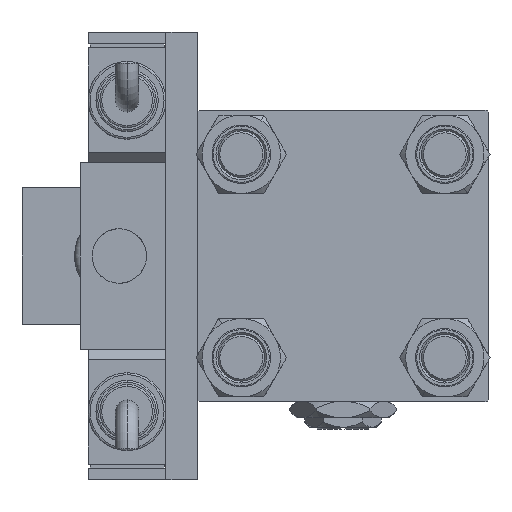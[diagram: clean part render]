
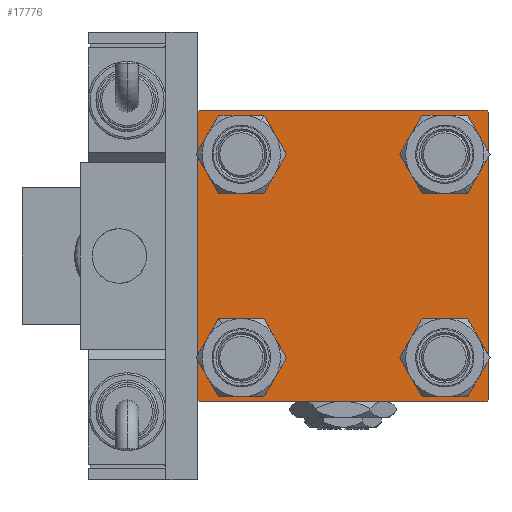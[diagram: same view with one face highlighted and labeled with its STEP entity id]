
A CAD part, left-side view. The second image highlights one B-rep face of the part: STEP entity #17776.
In plain terms, the highlighted planar face has unit normal (-1, 0, 0).
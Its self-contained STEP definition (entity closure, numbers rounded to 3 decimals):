
#9 = LINE ( 'NONE', #35739, #8005 ) ;
#626 = ORIENTED_EDGE ( 'NONE', *, *, #15872, .T. ) ;
#956 = CARTESIAN_POINT ( 'NONE',  ( 0., 26.15, 26.15 ) ) ;
#1122 = AXIS2_PLACEMENT_3D ( 'NONE', #27646, #5954, #41394 ) ;
#1830 = DIRECTION ( 'NONE',  ( 0., 0., 1. ) ) ;
#2582 = VERTEX_POINT ( 'NONE', #12640 ) ;
#2948 = VECTOR ( 'NONE', #37272, 1000. ) ;
#3116 = AXIS2_PLACEMENT_3D ( 'NONE', #41164, #31505, #22705 ) ;
#3968 = VERTEX_POINT ( 'NONE', #8696 ) ;
#4176 = DIRECTION ( 'NONE',  ( 0., -0.707, -0.707 ) ) ;
#4394 = DIRECTION ( 'NONE',  ( 0., -1., 0. ) ) ;
#4826 = VECTOR ( 'NONE', #39146, 1000. ) ;
#4866 = VERTEX_POINT ( 'NONE', #46064 ) ;
#5151 = AXIS2_PLACEMENT_3D ( 'NONE', #6289, #36761, #37637 ) ;
#5356 = CARTESIAN_POINT ( 'NONE',  ( 0., -26.15, -19.65 ) ) ;
#5533 = DIRECTION ( 'NONE',  ( 0., 0., 1. ) ) ;
#5931 = LINE ( 'NONE', #36691, #2948 ) ;
#5954 = DIRECTION ( 'NONE',  ( 1., 0., 0. ) ) ;
#6129 = EDGE_LOOP ( 'NONE', ( #53428, #35661, #56133, #35454, #37370, #34697, #31005, #52738 ) ) ;
#6289 = CARTESIAN_POINT ( 'NONE',  ( 0., -26.15, -26.15 ) ) ;
#6346 = CARTESIAN_POINT ( 'NONE',  ( 0., -37.5, 37. ) ) ;
#6497 = DIRECTION ( 'NONE',  ( 1., 0., 0. ) ) ;
#7355 = DIRECTION ( 'NONE',  ( 0., 0., 1. ) ) ;
#7642 = CARTESIAN_POINT ( 'NONE',  ( 0., 26.15, 26.15 ) ) ;
#8005 = VECTOR ( 'NONE', #4394, 1000. ) ;
#8198 = EDGE_LOOP ( 'NONE', ( #46898, #48457 ) ) ;
#8696 = CARTESIAN_POINT ( 'NONE',  ( 0., -26.15, -32.65 ) ) ;
#9291 = EDGE_CURVE ( 'NONE', #3968, #39168, #42109, .T. ) ;
#9487 = CARTESIAN_POINT ( 'NONE',  ( 0., 37.5, 37.5 ) ) ;
#9608 = CIRCLE ( 'NONE', #25522, 6.5 ) ;
#9780 = VERTEX_POINT ( 'NONE', #6346 ) ;
#10133 = VERTEX_POINT ( 'NONE', #46429 ) ;
#10730 = DIRECTION ( 'NONE',  ( -1., 0., 0. ) ) ;
#11093 = ORIENTED_EDGE ( 'NONE', *, *, #47983, .T. ) ;
#11236 = DIRECTION ( 'NONE',  ( 1., 0., 0. ) ) ;
#11370 = CARTESIAN_POINT ( 'NONE',  ( 0., 26.15, -26.15 ) ) ;
#11450 = ORIENTED_EDGE ( 'NONE', *, *, #9291, .T. ) ;
#12640 = CARTESIAN_POINT ( 'NONE',  ( 0., 26.15, 19.65 ) ) ;
#12981 = EDGE_CURVE ( 'NONE', #9780, #21927, #36231, .T. ) ;
#13495 = ORIENTED_EDGE ( 'NONE', *, *, #43571, .T. ) ;
#13709 = EDGE_CURVE ( 'NONE', #19851, #16024, #26142, .T. ) ;
#13890 = LINE ( 'NONE', #9487, #18925 ) ;
#14707 = EDGE_CURVE ( 'NONE', #2582, #56210, #9608, .T. ) ;
#15120 = FACE_OUTER_BOUND ( 'NONE', #6129, .T. ) ;
#15696 = FACE_BOUND ( 'NONE', #55552, .T. ) ;
#15872 = EDGE_CURVE ( 'NONE', #39521, #38226, #51651, .T. ) ;
#16024 = VERTEX_POINT ( 'NONE', #57784 ) ;
#16421 = DIRECTION ( 'NONE',  ( 1., 0., 0. ) ) ;
#16680 = CARTESIAN_POINT ( 'NONE',  ( 0., 26.15, -26.15 ) ) ;
#16782 = EDGE_CURVE ( 'NONE', #19989, #19851, #13890, .T. ) ;
#17040 = VECTOR ( 'NONE', #4176, 1000. ) ;
#17105 = VERTEX_POINT ( 'NONE', #40188 ) ;
#17776 = ADVANCED_FACE ( 'NONE', ( #15696, #42373, #55870, #55298, #15120 ), #32996, .T. ) ;
#18925 = VECTOR ( 'NONE', #39393, 1000. ) ;
#19851 = VERTEX_POINT ( 'NONE', #34583 ) ;
#19989 = VERTEX_POINT ( 'NONE', #28411 ) ;
#20566 = CARTESIAN_POINT ( 'NONE',  ( 0., -37., 37.5 ) ) ;
#21256 = LINE ( 'NONE', #21836, #4826 ) ;
#21836 = CARTESIAN_POINT ( 'NONE',  ( 0., 37.5, 37.5 ) ) ;
#21862 = LINE ( 'NONE', #35343, #32459 ) ;
#21927 = VERTEX_POINT ( 'NONE', #20566 ) ;
#22705 = DIRECTION ( 'NONE',  ( 0., 0., 1. ) ) ;
#22912 = CIRCLE ( 'NONE', #5151, 6.5 ) ;
#23292 = EDGE_CURVE ( 'NONE', #10133, #29587, #44473, .T. ) ;
#25318 = AXIS2_PLACEMENT_3D ( 'NONE', #37898, #11236, #47001 ) ;
#25522 = AXIS2_PLACEMENT_3D ( 'NONE', #956, #6497, #1830 ) ;
#26142 = LINE ( 'NONE', #26428, #17040 ) ;
#26258 = DIRECTION ( 'NONE',  ( 0., 0.707, -0.707 ) ) ;
#26428 = CARTESIAN_POINT ( 'NONE',  ( 0., 37.25, -37.25 ) ) ;
#26476 = CIRCLE ( 'NONE', #3116, 6.5 ) ;
#27368 = CARTESIAN_POINT ( 'NONE',  ( 0., 26.15, -32.65 ) ) ;
#27513 = VERTEX_POINT ( 'NONE', #40907 ) ;
#27646 = CARTESIAN_POINT ( 'NONE',  ( 0., -26.15, 26.15 ) ) ;
#28411 = CARTESIAN_POINT ( 'NONE',  ( 0., 37.5, 37. ) ) ;
#28600 = AXIS2_PLACEMENT_3D ( 'NONE', #16680, #57142, #30170 ) ;
#29194 = VECTOR ( 'NONE', #53541, 1000. ) ;
#29254 = DIRECTION ( 'NONE',  ( 1., 0., 0. ) ) ;
#29587 = VERTEX_POINT ( 'NONE', #27368 ) ;
#30170 = DIRECTION ( 'NONE',  ( 0., 0., 1. ) ) ;
#31005 = ORIENTED_EDGE ( 'NONE', *, *, #36760, .F. ) ;
#31505 = DIRECTION ( 'NONE',  ( 1., 0., 0. ) ) ;
#32459 = VECTOR ( 'NONE', #26258, 1000. ) ;
#32996 = PLANE ( 'NONE',  #48967 ) ;
#33575 = DIRECTION ( 'NONE',  ( 0., 0., 1. ) ) ;
#33772 = VECTOR ( 'NONE', #52125, 1000. ) ;
#34181 = AXIS2_PLACEMENT_3D ( 'NONE', #7642, #16421, #7355 ) ;
#34583 = CARTESIAN_POINT ( 'NONE',  ( 0., 37.5, -37. ) ) ;
#34697 = ORIENTED_EDGE ( 'NONE', *, *, #12981, .T. ) ;
#35091 = LINE ( 'NONE', #48305, #33772 ) ;
#35343 = CARTESIAN_POINT ( 'NONE',  ( 0., 37.25, 37.25 ) ) ;
#35454 = ORIENTED_EDGE ( 'NONE', *, *, #36218, .T. ) ;
#35661 = ORIENTED_EDGE ( 'NONE', *, *, #13709, .T. ) ;
#35739 = CARTESIAN_POINT ( 'NONE',  ( 0., 37.5, -37.5 ) ) ;
#36218 = EDGE_CURVE ( 'NONE', #4866, #27513, #35091, .T. ) ;
#36231 = LINE ( 'NONE', #49148, #29194 ) ;
#36259 = ORIENTED_EDGE ( 'NONE', *, *, #23292, .T. ) ;
#36691 = CARTESIAN_POINT ( 'NONE',  ( 0., -37.5, 37.5 ) ) ;
#36760 = EDGE_CURVE ( 'NONE', #17105, #21927, #21256, .T. ) ;
#36761 = DIRECTION ( 'NONE',  ( 1., 0., 0. ) ) ;
#36981 = CIRCLE ( 'NONE', #34181, 6.5 ) ;
#37272 = DIRECTION ( 'NONE',  ( 0., 0., -1. ) ) ;
#37370 = ORIENTED_EDGE ( 'NONE', *, *, #37385, .F. ) ;
#37385 = EDGE_CURVE ( 'NONE', #9780, #27513, #5931, .T. ) ;
#37637 = DIRECTION ( 'NONE',  ( 0., 0., 1. ) ) ;
#37898 = CARTESIAN_POINT ( 'NONE',  ( 0., -26.15, -26.15 ) ) ;
#38226 = VERTEX_POINT ( 'NONE', #56334 ) ;
#39146 = DIRECTION ( 'NONE',  ( 0., -1., 0. ) ) ;
#39168 = VERTEX_POINT ( 'NONE', #5356 ) ;
#39393 = DIRECTION ( 'NONE',  ( 0., 0., -1. ) ) ;
#39521 = VERTEX_POINT ( 'NONE', #50416 ) ;
#40188 = CARTESIAN_POINT ( 'NONE',  ( 0., 37., 37.5 ) ) ;
#40907 = CARTESIAN_POINT ( 'NONE',  ( 0., -37.5, -37. ) ) ;
#41164 = CARTESIAN_POINT ( 'NONE',  ( 0., -26.15, 26.15 ) ) ;
#41394 = DIRECTION ( 'NONE',  ( 0., 0., 1. ) ) ;
#42109 = CIRCLE ( 'NONE', #25318, 6.5 ) ;
#42373 = FACE_BOUND ( 'NONE', #53398, .T. ) ;
#43571 = EDGE_CURVE ( 'NONE', #38226, #39521, #26476, .T. ) ;
#44473 = CIRCLE ( 'NONE', #28600, 6.5 ) ;
#44637 = ORIENTED_EDGE ( 'NONE', *, *, #54973, .T. ) ;
#44760 = EDGE_LOOP ( 'NONE', ( #36259, #44637 ) ) ;
#46064 = CARTESIAN_POINT ( 'NONE',  ( 0., -37., -37.5 ) ) ;
#46429 = CARTESIAN_POINT ( 'NONE',  ( 0., 26.15, -19.65 ) ) ;
#46898 = ORIENTED_EDGE ( 'NONE', *, *, #56209, .T. ) ;
#47001 = DIRECTION ( 'NONE',  ( 0., 0., 1. ) ) ;
#47983 = EDGE_CURVE ( 'NONE', #39168, #3968, #22912, .T. ) ;
#48305 = CARTESIAN_POINT ( 'NONE',  ( 0., -37.25, -37.25 ) ) ;
#48457 = ORIENTED_EDGE ( 'NONE', *, *, #14707, .T. ) ;
#48967 = AXIS2_PLACEMENT_3D ( 'NONE', #50893, #10730, #33575 ) ;
#49148 = CARTESIAN_POINT ( 'NONE',  ( 0., -37.25, 37.25 ) ) ;
#50416 = CARTESIAN_POINT ( 'NONE',  ( 0., -26.15, 19.65 ) ) ;
#50893 = CARTESIAN_POINT ( 'NONE',  ( 0., 0., 0. ) ) ;
#51380 = EDGE_CURVE ( 'NONE', #17105, #19989, #21862, .T. ) ;
#51651 = CIRCLE ( 'NONE', #1122, 6.5 ) ;
#52125 = DIRECTION ( 'NONE',  ( 0., -0.707, 0.707 ) ) ;
#52481 = CARTESIAN_POINT ( 'NONE',  ( 0., 26.15, 32.65 ) ) ;
#52738 = ORIENTED_EDGE ( 'NONE', *, *, #51380, .T. ) ;
#53398 = EDGE_LOOP ( 'NONE', ( #11093, #11450 ) ) ;
#53428 = ORIENTED_EDGE ( 'NONE', *, *, #16782, .T. ) ;
#53541 = DIRECTION ( 'NONE',  ( 0., 0.707, 0.707 ) ) ;
#54724 = AXIS2_PLACEMENT_3D ( 'NONE', #11370, #29254, #5533 ) ;
#54973 = EDGE_CURVE ( 'NONE', #29587, #10133, #56588, .T. ) ;
#55298 = FACE_BOUND ( 'NONE', #8198, .T. ) ;
#55552 = EDGE_LOOP ( 'NONE', ( #13495, #626 ) ) ;
#55870 = FACE_BOUND ( 'NONE', #44760, .T. ) ;
#56133 = ORIENTED_EDGE ( 'NONE', *, *, #56313, .T. ) ;
#56209 = EDGE_CURVE ( 'NONE', #56210, #2582, #36981, .T. ) ;
#56210 = VERTEX_POINT ( 'NONE', #52481 ) ;
#56313 = EDGE_CURVE ( 'NONE', #16024, #4866, #9, .T. ) ;
#56334 = CARTESIAN_POINT ( 'NONE',  ( 0., -26.15, 32.65 ) ) ;
#56588 = CIRCLE ( 'NONE', #54724, 6.5 ) ;
#57142 = DIRECTION ( 'NONE',  ( 1., 0., 0. ) ) ;
#57784 = CARTESIAN_POINT ( 'NONE',  ( 0., 37., -37.5 ) ) ;
